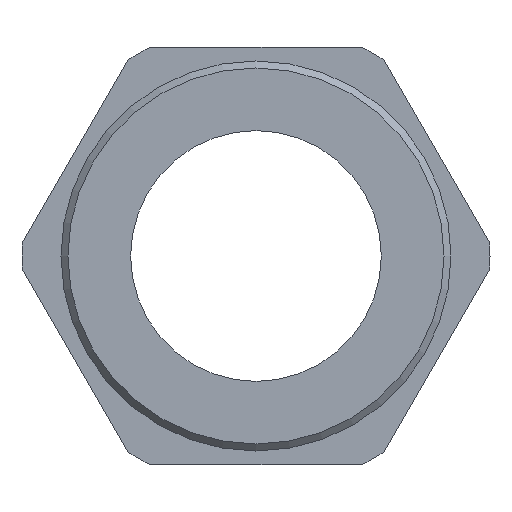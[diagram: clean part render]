
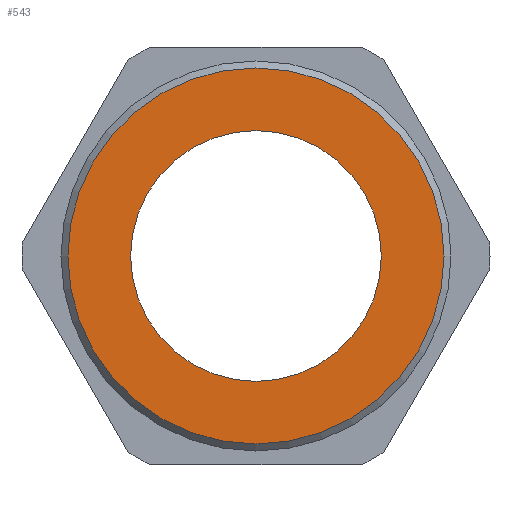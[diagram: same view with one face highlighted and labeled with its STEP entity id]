
A CAD part, left-side view. The second image highlights one B-rep face of the part: STEP entity #543.
In plain terms, the highlighted planar face has unit normal (-1, 0, 0).
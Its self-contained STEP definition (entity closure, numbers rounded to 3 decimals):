
#19=FACE_BOUND('',#137,.T.);
#63=CIRCLE('',#654,4.5);
#64=CIRCLE('',#656,6.75);
#105=FACE_OUTER_BOUND('',#136,.T.);
#136=EDGE_LOOP('',(#451));
#137=EDGE_LOOP('',(#452));
#252=VERTEX_POINT('',#985);
#253=VERTEX_POINT('',#989);
#323=EDGE_CURVE('',#252,#252,#63,.T.);
#324=EDGE_CURVE('',#253,#253,#64,.T.);
#451=ORIENTED_EDGE('',*,*,#324,.F.);
#452=ORIENTED_EDGE('',*,*,#323,.T.);
#485=PLANE('',#655);
#543=ADVANCED_FACE('',(#105,#19),#485,.T.);
#654=AXIS2_PLACEMENT_3D('',#987,#813,#814);
#655=AXIS2_PLACEMENT_3D('',#988,#815,#816);
#656=AXIS2_PLACEMENT_3D('',#990,#817,#818);
#813=DIRECTION('center_axis',(1.,0.,0.));
#814=DIRECTION('ref_axis',(0.,0.,-1.));
#815=DIRECTION('center_axis',(-1.,0.,0.));
#816=DIRECTION('ref_axis',(0.,0.,1.));
#817=DIRECTION('center_axis',(1.,0.,0.));
#818=DIRECTION('ref_axis',(0.,0.,-1.));
#985=CARTESIAN_POINT('',(0.,-4.5,0.));
#987=CARTESIAN_POINT('Origin',(0.,0.,0.));
#988=CARTESIAN_POINT('Origin',(0.,6.75,0.));
#989=CARTESIAN_POINT('',(0.,-6.75,0.));
#990=CARTESIAN_POINT('Origin',(0.,0.,0.));
